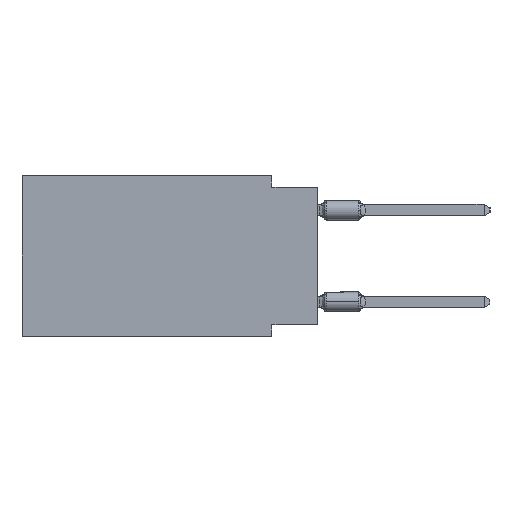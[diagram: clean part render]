
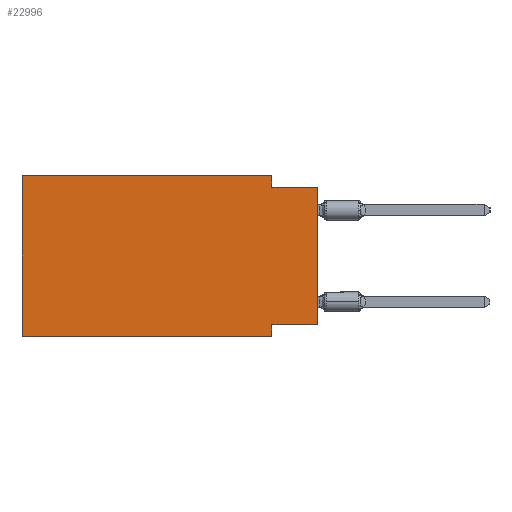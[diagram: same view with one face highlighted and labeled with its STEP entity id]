
A CAD part, left-side view. The second image highlights one B-rep face of the part: STEP entity #22996.
In plain terms, the highlighted planar face has unit normal (-1, 0, 0).
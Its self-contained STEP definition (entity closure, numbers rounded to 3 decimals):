
#894 = DIRECTION ( 'NONE',  ( 0., -1., 0. ) ) ;
#1750 = VECTOR ( 'NONE', #20637, 1000. ) ;
#1938 = VERTEX_POINT ( 'NONE', #6489 ) ;
#2397 = EDGE_CURVE ( 'NONE', #11281, #15798, #53868, .T. ) ;
#2635 = CARTESIAN_POINT ( 'NONE',  ( 0., 2.54, -8.89 ) ) ;
#3573 = LINE ( 'NONE', #3865, #41644 ) ;
#3650 = VECTOR ( 'NONE', #894, 1000. ) ;
#3676 = EDGE_CURVE ( 'NONE', #1938, #11281, #27609, .T. ) ;
#3680 = AXIS2_PLACEMENT_3D ( 'NONE', #14087, #5295, #27832 ) ;
#3865 = CARTESIAN_POINT ( 'NONE',  ( 0., 0., -8.255 ) ) ;
#5295 = DIRECTION ( 'NONE',  ( 1., 0., 0. ) ) ;
#6489 = CARTESIAN_POINT ( 'NONE',  ( 0., 16.383, 0. ) ) ;
#7001 = CARTESIAN_POINT ( 'NONE',  ( 0., 2.54, -8.89 ) ) ;
#7029 = CARTESIAN_POINT ( 'NONE',  ( 0., 16.383, 0. ) ) ;
#7223 = VECTOR ( 'NONE', #42993, 1000. ) ;
#7612 = VECTOR ( 'NONE', #36649, 1000. ) ;
#7959 = ORIENTED_EDGE ( 'NONE', *, *, #30996, .F. ) ;
#8776 = VECTOR ( 'NONE', #29607, 1000. ) ;
#9080 = VERTEX_POINT ( 'NONE', #51980 ) ;
#9733 = ORIENTED_EDGE ( 'NONE', *, *, #2397, .F. ) ;
#11281 = VERTEX_POINT ( 'NONE', #22466 ) ;
#12731 = ORIENTED_EDGE ( 'NONE', *, *, #33733, .T. ) ;
#13156 = EDGE_CURVE ( 'NONE', #30954, #23119, #27533, .T. ) ;
#14087 = CARTESIAN_POINT ( 'NONE',  ( 0., 16.383, 0. ) ) ;
#15097 = VERTEX_POINT ( 'NONE', #36440 ) ;
#15798 = VERTEX_POINT ( 'NONE', #31005 ) ;
#16289 = ORIENTED_EDGE ( 'NONE', *, *, #3676, .F. ) ;
#20637 = DIRECTION ( 'NONE',  ( 0., 0., 1. ) ) ;
#22342 = EDGE_CURVE ( 'NONE', #30954, #1938, #34650, .T. ) ;
#22466 = CARTESIAN_POINT ( 'NONE',  ( 0., 2.54, 0. ) ) ;
#22996 = ADVANCED_FACE ( 'NONE', ( #54740 ), #27260, .F. ) ;
#23119 = VERTEX_POINT ( 'NONE', #2635 ) ;
#23300 = ORIENTED_EDGE ( 'NONE', *, *, #35677, .F. ) ;
#27260 = PLANE ( 'NONE',  #3680 ) ;
#27533 = LINE ( 'NONE', #40976, #3650 ) ;
#27609 = LINE ( 'NONE', #7029, #7612 ) ;
#27832 = DIRECTION ( 'NONE',  ( 0., 0., -1. ) ) ;
#28542 = EDGE_CURVE ( 'NONE', #38854, #23119, #47094, .T. ) ;
#29106 = LINE ( 'NONE', #46927, #35879 ) ;
#29410 = CARTESIAN_POINT ( 'NONE',  ( 0., 16.383, 0. ) ) ;
#29607 = DIRECTION ( 'NONE',  ( 0., 0., 1. ) ) ;
#30954 = VERTEX_POINT ( 'NONE', #34584 ) ;
#30996 = EDGE_CURVE ( 'NONE', #9080, #38854, #3573, .T. ) ;
#31005 = CARTESIAN_POINT ( 'NONE',  ( 0., 2.54, -0.635 ) ) ;
#33733 = EDGE_CURVE ( 'NONE', #9080, #15097, #51846, .T. ) ;
#34268 = CARTESIAN_POINT ( 'NONE',  ( 0., 0., 0. ) ) ;
#34584 = CARTESIAN_POINT ( 'NONE',  ( 0., 16.383, -8.89 ) ) ;
#34650 = LINE ( 'NONE', #29410, #1750 ) ;
#35677 = EDGE_CURVE ( 'NONE', #15798, #15097, #29106, .T. ) ;
#35879 = VECTOR ( 'NONE', #38145, 1000. ) ;
#36297 = CARTESIAN_POINT ( 'NONE',  ( 0., 2.54, 0. ) ) ;
#36440 = CARTESIAN_POINT ( 'NONE',  ( 0., 0., -0.635 ) ) ;
#36649 = DIRECTION ( 'NONE',  ( 0., -1., 0. ) ) ;
#38145 = DIRECTION ( 'NONE',  ( 0., -1., 0. ) ) ;
#38854 = VERTEX_POINT ( 'NONE', #50977 ) ;
#40976 = CARTESIAN_POINT ( 'NONE',  ( 0., 16.383, -8.89 ) ) ;
#41644 = VECTOR ( 'NONE', #48334, 1000. ) ;
#42806 = ORIENTED_EDGE ( 'NONE', *, *, #13156, .T. ) ;
#42993 = DIRECTION ( 'NONE',  ( 0., 0., -1. ) ) ;
#44876 = VECTOR ( 'NONE', #54166, 1000. ) ;
#46927 = CARTESIAN_POINT ( 'NONE',  ( 0., 0., -0.635 ) ) ;
#47094 = LINE ( 'NONE', #7001, #7223 ) ;
#47912 = EDGE_LOOP ( 'NONE', ( #12731, #23300, #9733, #16289, #48236, #42806, #48014, #7959 ) ) ;
#48014 = ORIENTED_EDGE ( 'NONE', *, *, #28542, .F. ) ;
#48236 = ORIENTED_EDGE ( 'NONE', *, *, #22342, .F. ) ;
#48334 = DIRECTION ( 'NONE',  ( 0., 1., 0. ) ) ;
#50977 = CARTESIAN_POINT ( 'NONE',  ( 0., 2.54, -8.255 ) ) ;
#51846 = LINE ( 'NONE', #34268, #8776 ) ;
#51980 = CARTESIAN_POINT ( 'NONE',  ( 0., 0., -8.255 ) ) ;
#53868 = LINE ( 'NONE', #36297, #44876 ) ;
#54166 = DIRECTION ( 'NONE',  ( 0., 0., -1. ) ) ;
#54740 = FACE_OUTER_BOUND ( 'NONE', #47912, .T. ) ;
